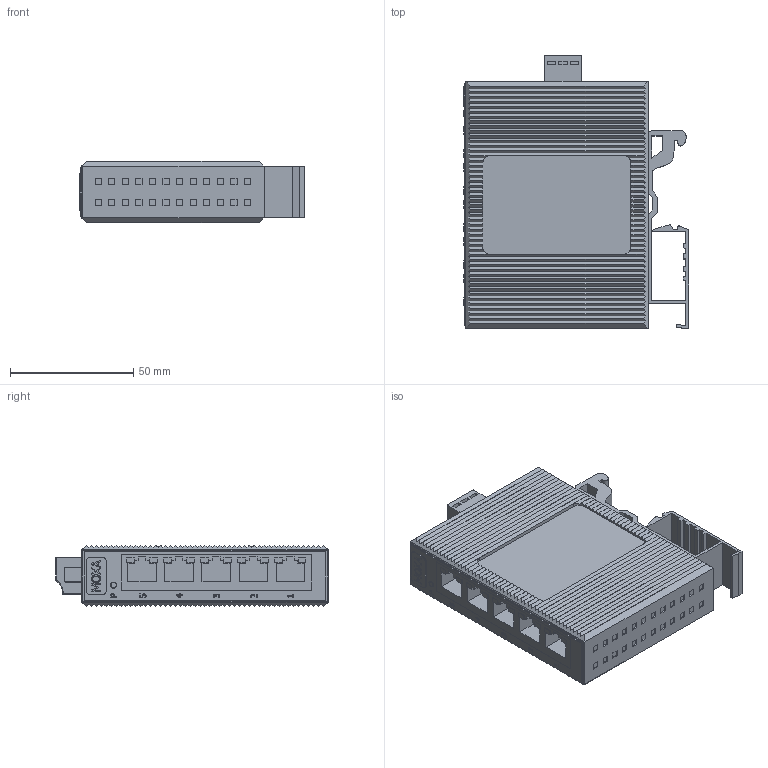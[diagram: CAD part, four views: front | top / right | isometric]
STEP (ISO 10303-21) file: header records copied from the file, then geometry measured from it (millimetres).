
FILE_DESCRIPTION(/* description */ (''),/* implementation_level */ '2;1');
FILE_NAME(/* name */ 'MOXA EDS-205.stp',/* time_stamp */ '2019-12-20T13:14:42-05:00',/* author */ ('sruiz'),/* organization */ (''),/* preprocessor_version */ 'ST-DEVELOPER v15.6',/* originating_system */ 'Autodesk Inventor 2015',/* authorisation */ '');
FILE_SCHEMA (('CONFIG_CONTROL_DESIGN'));
Length unit declared in the file: millimetre
Products named in the file (1): MOXA EDS-205
Bounding box: 91.5 x 110.5 x 24.9 mm (x, y, z)
Volume: 178931.9 mm3; surface area: 36072 mm2
Topology: 1 solids, 1 shells, 778 faces, 2120 edges, 1400 vertices
Faces by surface type: plane 677, bspline 69, cylinder 25, sphere 4, torus 3
Entity records: 24983 total; most frequent: CARTESIAN_POINT 5399, ORIENTED_EDGE 4234, DIRECTION 3465, EDGE_CURVE 2117, LINE 1913, VECTOR 1913, VERTEX_POINT 1400, EDGE_LOOP 843
